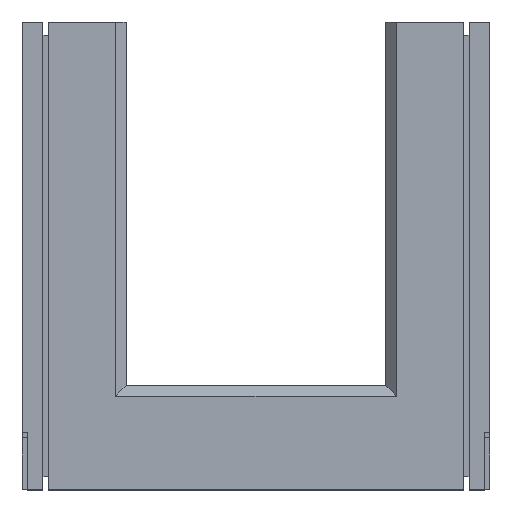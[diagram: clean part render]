
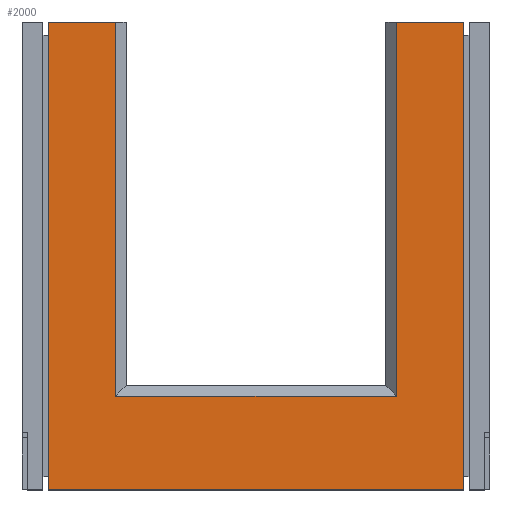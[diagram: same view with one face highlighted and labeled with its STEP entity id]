
A CAD part, top view. The second image highlights one B-rep face of the part: STEP entity #2000.
In plain terms, the highlighted planar face has unit normal (0, 0, 1).
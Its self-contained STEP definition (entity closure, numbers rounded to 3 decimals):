
#138 = CARTESIAN_POINT ( 'NONE',  ( -2.7, 9., 2. ) ) ;
#206 = CARTESIAN_POINT ( 'NONE',  ( -4., 9., 2. ) ) ;
#522 = ORIENTED_EDGE ( 'NONE', *, *, #549, .T. ) ;
#549 = EDGE_CURVE ( 'NONE', #882, #2982, #3088, .T. ) ;
#699 = VERTEX_POINT ( 'NONE', #1109 ) ;
#795 = ORIENTED_EDGE ( 'NONE', *, *, #3706, .T. ) ;
#833 = EDGE_CURVE ( 'NONE', #863, #882, #1671, .T. ) ;
#849 = ORIENTED_EDGE ( 'NONE', *, *, #927, .T. ) ;
#863 = VERTEX_POINT ( 'NONE', #1841 ) ;
#864 = VERTEX_POINT ( 'NONE', #1842 ) ;
#882 = VERTEX_POINT ( 'NONE', #1935 ) ;
#894 = ORIENTED_EDGE ( 'NONE', *, *, #2774, .T. ) ;
#918 = EDGE_LOOP ( 'NONE', ( #3174, #522, #894, #795, #849, #2830, #3559, #3589 ) ) ;
#927 = EDGE_CURVE ( 'NONE', #699, #1066, #2123, .T. ) ;
#1066 = VERTEX_POINT ( 'NONE', #2305 ) ;
#1109 = CARTESIAN_POINT ( 'NONE',  ( -4., 0., 2. ) ) ;
#1115 = LINE ( 'NONE', #1116, #1117 ) ;
#1116 = CARTESIAN_POINT ( 'NONE',  ( 4., 0., 2. ) ) ;
#1117 = VECTOR ( 'NONE', #1118, 1000. ) ;
#1118 = DIRECTION ( 'NONE',  ( 0., 1., 0. ) ) ;
#1173 = EDGE_CURVE ( 'NONE', #1791, #863, #2349, .T. ) ;
#1671 = LINE ( 'NONE', #1672, #1673 ) ;
#1672 = CARTESIAN_POINT ( 'NONE',  ( -2.5, 1.8, 2. ) ) ;
#1673 = VECTOR ( 'NONE', #1674, 1000. ) ;
#1674 = DIRECTION ( 'NONE',  ( -1., 0., 0. ) ) ;
#1791 = VERTEX_POINT ( 'NONE', #2834 ) ;
#1841 = CARTESIAN_POINT ( 'NONE',  ( 2.7, 1.8, 2. ) ) ;
#1842 = CARTESIAN_POINT ( 'NONE',  ( 4., 9., 2. ) ) ;
#1935 = CARTESIAN_POINT ( 'NONE',  ( -2.7, 1.8, 2. ) ) ;
#2000 = ADVANCED_FACE ( 'NONE', ( #2950 ), #2951, .T. ) ;
#2123 = LINE ( 'NONE', #2124, #2125 ) ;
#2124 = CARTESIAN_POINT ( 'NONE',  ( 4., 0., 2. ) ) ;
#2125 = VECTOR ( 'NONE', #2126, 1000. ) ;
#2126 = DIRECTION ( 'NONE',  ( 1., 0., 0. ) ) ;
#2305 = CARTESIAN_POINT ( 'NONE',  ( 4., 0., 2. ) ) ;
#2349 = LINE ( 'NONE', #2350, #2351 ) ;
#2350 = CARTESIAN_POINT ( 'NONE',  ( 2.7, 2., 2. ) ) ;
#2351 = VECTOR ( 'NONE', #2352, 1000. ) ;
#2352 = DIRECTION ( 'NONE',  ( 0., -1., 0. ) ) ;
#2774 = EDGE_CURVE ( 'NONE', #2982, #3176, #3479, .T. ) ;
#2778 = LINE ( 'NONE', #2779, #2780 ) ;
#2779 = CARTESIAN_POINT ( 'NONE',  ( -4., 0., 2. ) ) ;
#2780 = VECTOR ( 'NONE', #2781, 1000. ) ;
#2781 = DIRECTION ( 'NONE',  ( 0., -1., 0. ) ) ;
#2830 = ORIENTED_EDGE ( 'NONE', *, *, #3544, .T. ) ;
#2834 = CARTESIAN_POINT ( 'NONE',  ( 2.7, 9., 2. ) ) ;
#2950 = FACE_OUTER_BOUND ( 'NONE', #918, .T. ) ;
#2951 = PLANE ( 'NONE',  #2952 ) ;
#2952 = AXIS2_PLACEMENT_3D ( 'NONE', #2953, #2954, #2955 ) ;
#2953 = CARTESIAN_POINT ( 'NONE',  ( 4., 9., 2. ) ) ;
#2954 = DIRECTION ( 'NONE',  ( 0., 0., 1. ) ) ;
#2955 = DIRECTION ( 'NONE',  ( 1., 0., 0. ) ) ;
#2956 = LINE ( 'NONE', #2957, #2958 ) ;
#2957 = CARTESIAN_POINT ( 'NONE',  ( 4., 9., 2. ) ) ;
#2958 = VECTOR ( 'NONE', #2959, 1000. ) ;
#2959 = DIRECTION ( 'NONE',  ( -1., 0., 0. ) ) ;
#2982 = VERTEX_POINT ( 'NONE', #138 ) ;
#3088 = LINE ( 'NONE', #3089, #3090 ) ;
#3089 = CARTESIAN_POINT ( 'NONE',  ( -2.7, 9., 2. ) ) ;
#3090 = VECTOR ( 'NONE', #3091, 1000. ) ;
#3091 = DIRECTION ( 'NONE',  ( 0., 1., 0. ) ) ;
#3174 = ORIENTED_EDGE ( 'NONE', *, *, #833, .T. ) ;
#3176 = VERTEX_POINT ( 'NONE', #206 ) ;
#3479 = LINE ( 'NONE', #3480, #3481 ) ;
#3480 = CARTESIAN_POINT ( 'NONE',  ( -2.5, 9., 2. ) ) ;
#3481 = VECTOR ( 'NONE', #3482, 1000. ) ;
#3482 = DIRECTION ( 'NONE',  ( -1., 0., 0. ) ) ;
#3544 = EDGE_CURVE ( 'NONE', #1066, #864, #1115, .T. ) ;
#3559 = ORIENTED_EDGE ( 'NONE', *, *, #3726, .T. ) ;
#3589 = ORIENTED_EDGE ( 'NONE', *, *, #1173, .T. ) ;
#3706 = EDGE_CURVE ( 'NONE', #3176, #699, #2778, .T. ) ;
#3726 = EDGE_CURVE ( 'NONE', #864, #1791, #2956, .T. ) ;
